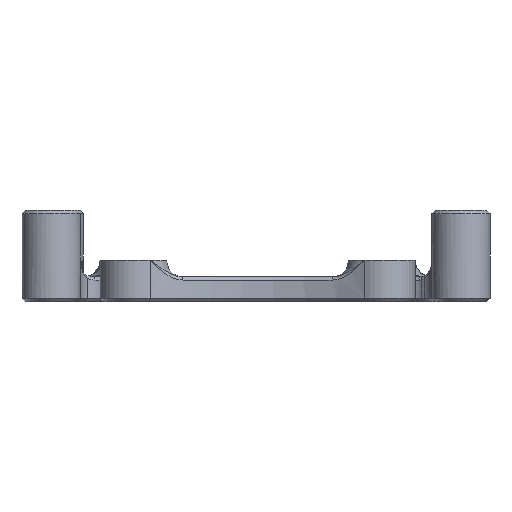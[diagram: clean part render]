
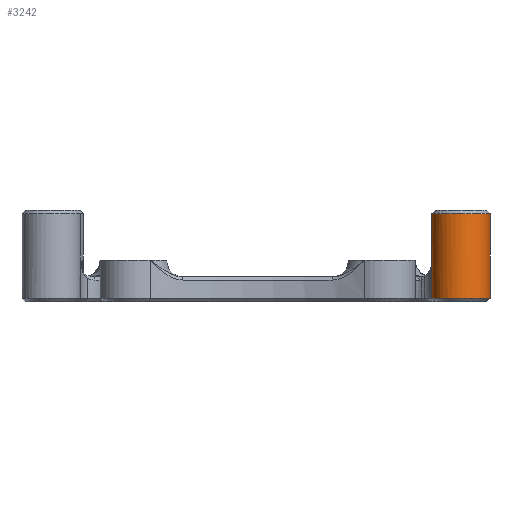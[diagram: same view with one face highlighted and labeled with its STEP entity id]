
A CAD part, front view. The second image highlights one B-rep face of the part: STEP entity #3242.
In plain terms, the highlighted cylindrical face has radius 3.5 mm (diameter 7 mm), a full revolution.
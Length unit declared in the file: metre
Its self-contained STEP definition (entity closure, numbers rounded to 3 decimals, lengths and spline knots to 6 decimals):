
#338=CIRCLE('',#3516,0.0035);
#362=CIRCLE('',#3553,0.0035);
#363=CIRCLE('',#3554,0.0035);
#593=ORIENTED_EDGE('',*,*,#1538,.T.);
#594=ORIENTED_EDGE('',*,*,#1484,.T.);
#595=ORIENTED_EDGE('',*,*,#1539,.T.);
#596=ORIENTED_EDGE('',*,*,#1540,.T.);
#597=ORIENTED_EDGE('',*,*,#1541,.T.);
#1484=EDGE_CURVE('',#1957,#1958,#338,.T.);
#1538=EDGE_CURVE('',#2002,#1957,#2212,.T.);
#1539=EDGE_CURVE('',#1958,#2003,#2213,.T.);
#1540=EDGE_CURVE('',#2003,#2002,#362,.T.);
#1541=EDGE_CURVE('',#2004,#2004,#363,.T.);
#1957=VERTEX_POINT('',#4895);
#1958=VERTEX_POINT('',#4896);
#2002=VERTEX_POINT('',#5180);
#2003=VERTEX_POINT('',#5182);
#2004=VERTEX_POINT('',#5185);
#2212=LINE('',#5179,#2435);
#2213=LINE('',#5181,#2436);
#2435=VECTOR('',#4035,1.);
#2436=VECTOR('',#4036,1.);
#2652=EDGE_LOOP('',(#593,#594,#595,#596));
#2653=EDGE_LOOP('',(#597));
#2934=FACE_BOUND('',#2652,.T.);
#2935=FACE_BOUND('',#2653,.T.);
#3192=CYLINDRICAL_SURFACE('',#3552,0.0035);
#3242=ADVANCED_FACE('',(#2934,#2935),#3192,.T.);
#3516=AXIS2_PLACEMENT_3D('',#4894,#3950,#3951);
#3552=AXIS2_PLACEMENT_3D('',#5178,#4033,#4034);
#3553=AXIS2_PLACEMENT_3D('',#5183,#4037,#4038);
#3554=AXIS2_PLACEMENT_3D('',#5184,#4039,#4040);
#3950=DIRECTION('',(0.,0.,1.));
#3951=DIRECTION('',(1.,0.,0.));
#4033=DIRECTION('',(0.,0.,1.));
#4034=DIRECTION('',(1.,0.,0.));
#4035=DIRECTION('',(0.,0.,1.));
#4036=DIRECTION('',(0.,0.,-1.));
#4037=DIRECTION('',(0.,0.,1.));
#4038=DIRECTION('',(1.,0.,0.));
#4039=DIRECTION('',(0.,0.,-1.));
#4040=DIRECTION('',(1.,0.,0.));
#4894=CARTESIAN_POINT('',(0.017558,-0.032605,0.005));
#4895=CARTESIAN_POINT('',(0.016927,-0.029162,0.005));
#4896=CARTESIAN_POINT('',(0.014067,-0.03285,0.005));
#5178=CARTESIAN_POINT('',(0.017558,-0.032605,0.));
#5179=CARTESIAN_POINT('',(0.016927,-0.029162,0.));
#5180=CARTESIAN_POINT('',(0.016927,-0.029162,0.0004));
#5181=CARTESIAN_POINT('',(0.014067,-0.03285,0.));
#5182=CARTESIAN_POINT('',(0.014067,-0.03285,0.0004));
#5183=CARTESIAN_POINT('',(0.017558,-0.032605,0.0004));
#5184=CARTESIAN_POINT('',(0.017558,-0.032605,0.0106));
#5185=CARTESIAN_POINT('',(0.021058,-0.032605,0.0106));
